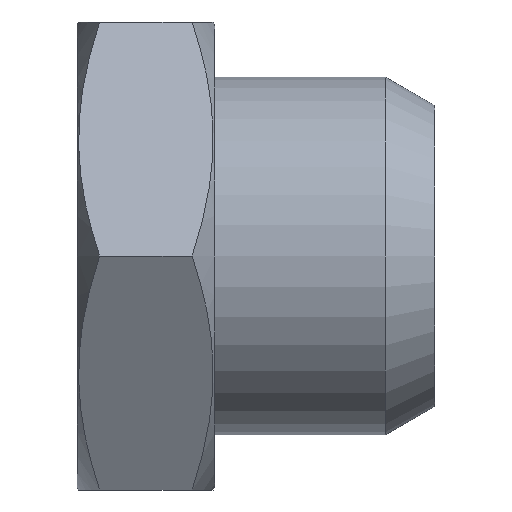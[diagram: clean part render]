
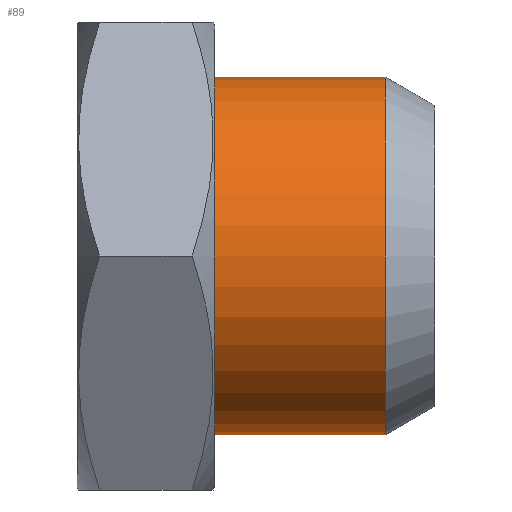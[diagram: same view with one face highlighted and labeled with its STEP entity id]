
A CAD part, left-side view. The second image highlights one B-rep face of the part: STEP entity #89.
In plain terms, the highlighted cylindrical face has radius 6.5 mm (diameter 13 mm), a full revolution.
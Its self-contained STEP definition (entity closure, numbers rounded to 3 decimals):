
#89 = ADVANCED_FACE( 'NONE', ( #127, #128 ), #129, .T. );
#127 = FACE_OUTER_BOUND( '', #168, .T. );
#128 = FACE_OUTER_BOUND( '', #169, .T. );
#129 = CYLINDRICAL_SURFACE( '', #170, 6.5 );
#168 = EDGE_LOOP( '', ( #273 ) );
#169 = EDGE_LOOP( '', ( #274 ) );
#170 = AXIS2_PLACEMENT_3D( '', #275, #276, #277 );
#273 = ORIENTED_EDGE( '', *, *, #312, .F. );
#274 = ORIENTED_EDGE( '', *, *, #313, .T. );
#275 = CARTESIAN_POINT( '', ( 0., -5.977, 0. ) );
#276 = DIRECTION( '', ( 0., 1., 0. ) );
#277 = DIRECTION( '', ( 0., 0., -1. ) );
#312 = EDGE_CURVE( 'NONE', #364, #364, #365, .T. );
#313 = EDGE_CURVE( 'NONE', #366, #366, #367, .T. );
#364 = VERTEX_POINT( '', #520 );
#365 = CIRCLE( '', #521, 6.5 );
#366 = VERTEX_POINT( '', #522 );
#367 = CIRCLE( '', #523, 6.5 );
#520 = CARTESIAN_POINT( '', ( 0., 1.8, -6.5 ) );
#521 = AXIS2_PLACEMENT_3D( '', #548, #549, #550 );
#522 = CARTESIAN_POINT( '', ( 0., 8., -6.5 ) );
#523 = AXIS2_PLACEMENT_3D( '', #551, #552, #553 );
#548 = CARTESIAN_POINT( '', ( 0., 1.8, 0. ) );
#549 = DIRECTION( '', ( 0., -1., 0. ) );
#550 = DIRECTION( '', ( 0., 0., -1. ) );
#551 = CARTESIAN_POINT( '', ( 0., 8., 0. ) );
#552 = DIRECTION( '', ( 0., -1., 0. ) );
#553 = DIRECTION( '', ( 0., 0., -1. ) );
